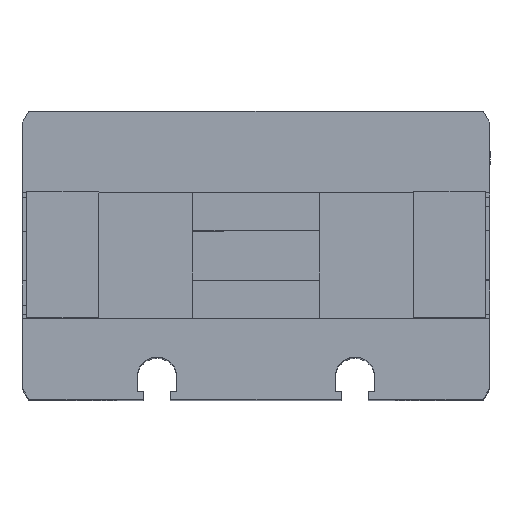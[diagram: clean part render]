
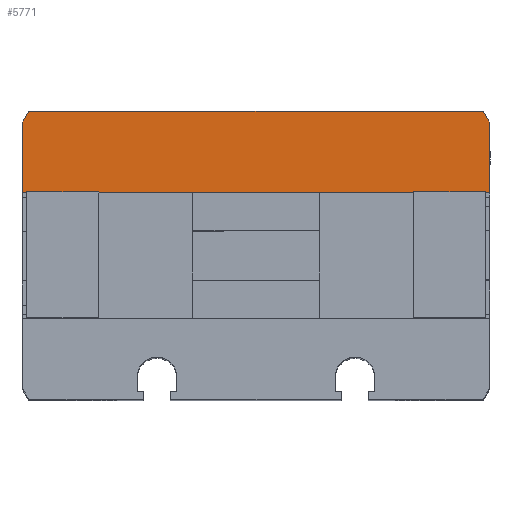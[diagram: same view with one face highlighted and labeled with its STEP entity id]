
A CAD part, top view. The second image highlights one B-rep face of the part: STEP entity #5771.
In plain terms, the highlighted planar face has unit normal (0, 0, 1).
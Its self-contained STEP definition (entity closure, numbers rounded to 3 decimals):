
#3025=CARTESIAN_POINT('',(26.,14.7,79.5));
#3026=VERTEX_POINT('Vertex166',#3025);
#3035=CARTESIAN_POINT('',(26.,7.,79.5));
#3036=VERTEX_POINT('Vertex167',#3035);
#3037=CARTESIAN_POINT('',(26.,10.85,79.5));
#3038=DIRECTION('',(0.,1.,0.));
#3039=VECTOR('',#3038,1.);
#3040=LINE('nurbsCrv219',#3037,#3039);
#3041=EDGE_CURVE('Edge219',#3036,#3026,#3040,.T.);
#3143=CARTESIAN_POINT('',(-26.,14.7,79.5));
#3144=VERTEX_POINT('Vertex175',#3143);
#3191=CARTESIAN_POINT('',(-26.,7.,79.5));
#3192=VERTEX_POINT('Vertex182',#3191);
#3199=CARTESIAN_POINT('',(-26.,10.85,79.5));
#3200=DIRECTION('',(0.,-1.,0.));
#3201=VECTOR('',#3200,1.);
#3202=LINE('nurbsCrv235',#3199,#3201);
#3203=EDGE_CURVE('Edge235',#3144,#3192,#3202,.T.);
#5297=CARTESIAN_POINT('',(-25.249,16.,79.5));
#5298=VERTEX_POINT('Vertex247',#5297);
#5299=CARTESIAN_POINT('',(-25.625,15.35,79.5));
#5300=DIRECTION('',(0.5,0.866,0.)
);
#5301=VECTOR('',#5300,1.);
#5302=LINE('nurbsCrv344',#5299,#5301);
#5303=EDGE_CURVE('Edge344',#3144,#5298,#5302,.T.);
#5321=CARTESIAN_POINT('',(25.249,16.,79.5));
#5322=VERTEX_POINT('Vertex248',#5321);
#5323=CARTESIAN_POINT('',(25.625,15.35,79.5));
#5324=DIRECTION('',(0.5,-0.866,0.
));
#5325=VECTOR('',#5324,1.);
#5326=LINE('nurbsCrv346',#5323,#5325);
#5327=EDGE_CURVE('Edge346',#5322,#3026,#5326,.T.);
#5383=CARTESIAN_POINT('',(0.,7.,79.5));
#5384=DIRECTION('',(1.,0.,0.));
#5385=VECTOR('',#5384,1.);
#5386=LINE('nurbsCrv349',#5383,#5385);
#5387=EDGE_CURVE('Edge349',#3192,#3036,#5386,.T.);
#5753=ORIENTED_EDGE('Edgeuse709',*,*,#5303,.F.);
#5754=ORIENTED_EDGE('Edgeuse710',*,*,#3203,.T.);
#5755=ORIENTED_EDGE('Edgeuse711',*,*,#5387,.T.);
#5756=ORIENTED_EDGE('Edgeuse712',*,*,#3041,.T.);
#5757=ORIENTED_EDGE('Edgeuse713',*,*,#5327,.F.);
#5758=CARTESIAN_POINT('',(0.,16.,79.5));
#5759=DIRECTION('',(1.,0.,0.));
#5760=VECTOR('',#5759,1.);
#5761=LINE('nurbsCrv362',#5758,#5760);
#5762=EDGE_CURVE('Edge362',#5298,#5322,#5761,.T.);
#5763=ORIENTED_EDGE('Edgeuse714',*,*,#5762,.F.);
#5764=EDGE_LOOP('',(#5753,#5754,#5755,#5756,#5757,#5763));
#5765=FACE_OUTER_BOUND('',#5764,.T.);
#5766=CARTESIAN_POINT('',(0.,11.5,79.5));
#5767=DIRECTION('',(0.,0.,1.));
#5768=DIRECTION('',(-1.,0.,0.));
#5769=AXIS2_PLACEMENT_3D('',#5766,#5767,#5768);
#5770=PLANE('nurbsSrf144',#5769);
#5771=ADVANCED_FACE('Face144',(#5765),#5770,.T.);
